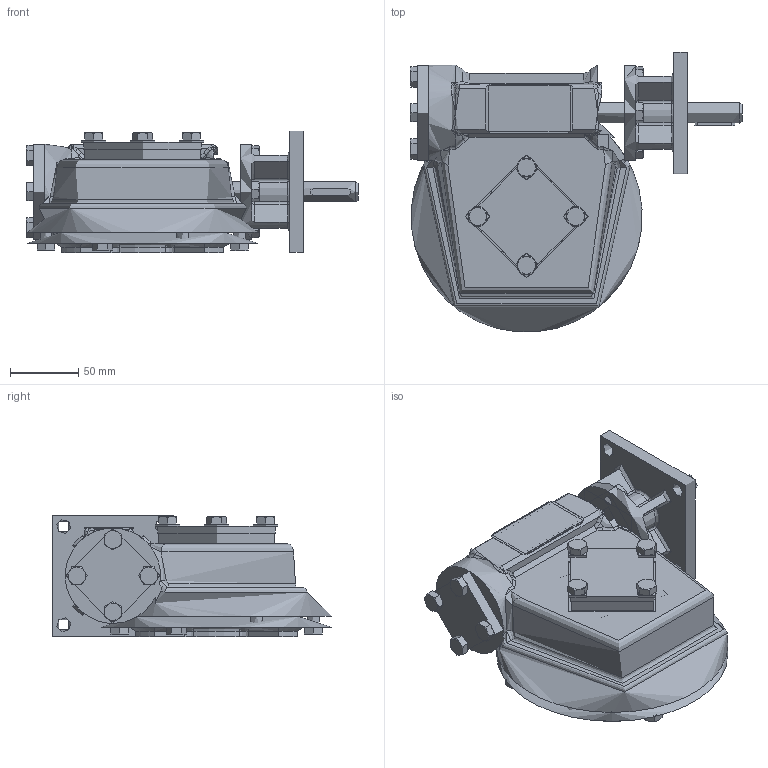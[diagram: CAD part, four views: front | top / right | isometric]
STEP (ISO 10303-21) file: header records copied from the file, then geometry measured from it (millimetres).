
FILE_DESCRIPTION(/* description */ ('Unknown'),/* implementation_level */ '2;1');
FILE_NAME(/* name */ 'PUB-MTW3-F10-F10',/* time_stamp */ '2015-12-09T08:38:04+00:00',/* author */ ('Unknown'),/* organization */ ('Unknown'),/* preprocessor_version */ 'ST-DEVELOPER v16',/* originating_system */ 'DEX',/* authorisation */ $);
FILE_SCHEMA (('AUTOMOTIVE_DESIGN {1 0 10303 214 3 1 1}'));
Length unit declared in the file: millimetre
Products named in the file (1): PUB-MTW3-F10-F10
Bounding box: 244.09 x 205.46 x 89.55 mm (x, y, z)
Volume: 1078.3 mm3
Topology: 1 solids, 35 shells, 504 faces, 1256 edges, 764 vertices
Faces by surface type: plane 170, cone 111, cylinder 107, bspline 62, torus 34, sphere 20
Full cylindrical faces by diameter (mm): 8.376 x4, 8.5 x4, 10.5 x4, 15 x2, 18 x4, 60 x1, 70 x4, 70.1 x1, 85 x1, 86.5 x1, 126 x1, 170 x1
Entity records: 23740 total; most frequent: CARTESIAN_POINT 12578, ORIENTED_EDGE 2161, DIRECTION 2125, EDGE_CURVE 1168, AXIS2_PLACEMENT_3D 890, VERTEX_POINT 745, FACE_BOUND 622, EDGE_LOOP 618
